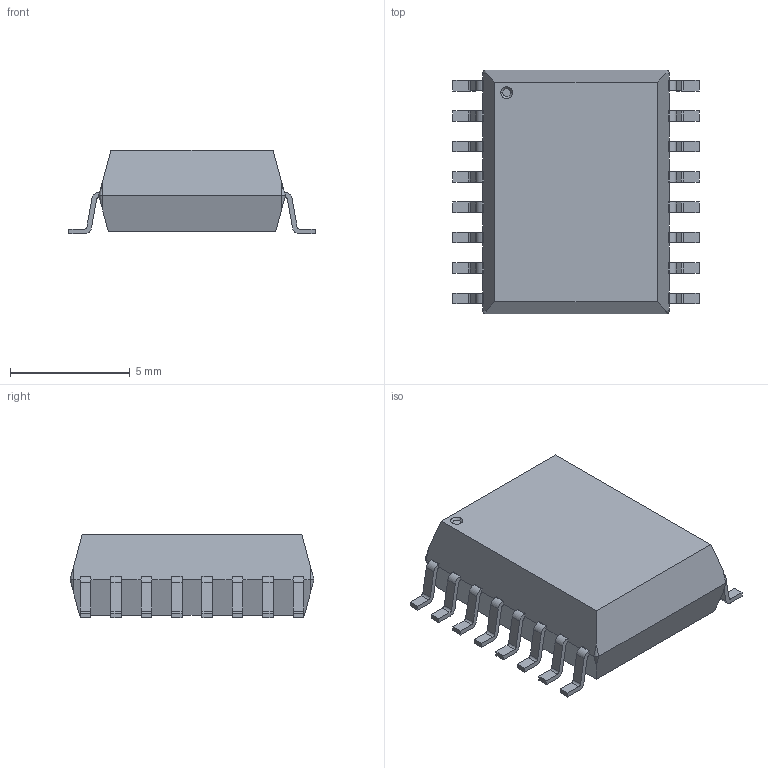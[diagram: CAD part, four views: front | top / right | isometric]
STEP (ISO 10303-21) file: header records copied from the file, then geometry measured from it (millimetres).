
FILE_DESCRIPTION (( 'STEP AP214' ), '1' );
FILE_NAME ('User Library-so16w.STEP', '2014-06-16T15:01:01', ( 'Windows User' ), ( '' ), 'SwSTEP 2.0', 'SolidWorks 2014', '' );
FILE_SCHEMA (( 'AUTOMOTIVE_DESIGN' ));
Length unit declared in the file: millimetre
Products named in the file (1): User Library-so16w
Bounding box: 10.3 x 10.2 x 3.5 mm (x, y, z)
Volume: 246.6 mm3; surface area: 298.2 mm2
Topology: 1 solids, 1 shells, 213 faces, 630 edges, 412 vertices
Faces by surface type: plane 139, cylinder 64, cone 10
Entity records: 9405 total; most frequent: CARTESIAN_POINT 1248, ORIENTED_EDGE 1244, DIRECTION 1186, EDGE_CURVE 622, VECTOR 486, LINE 486, VERTEX_POINT 412, AXIS2_PLACEMENT_3D 350
